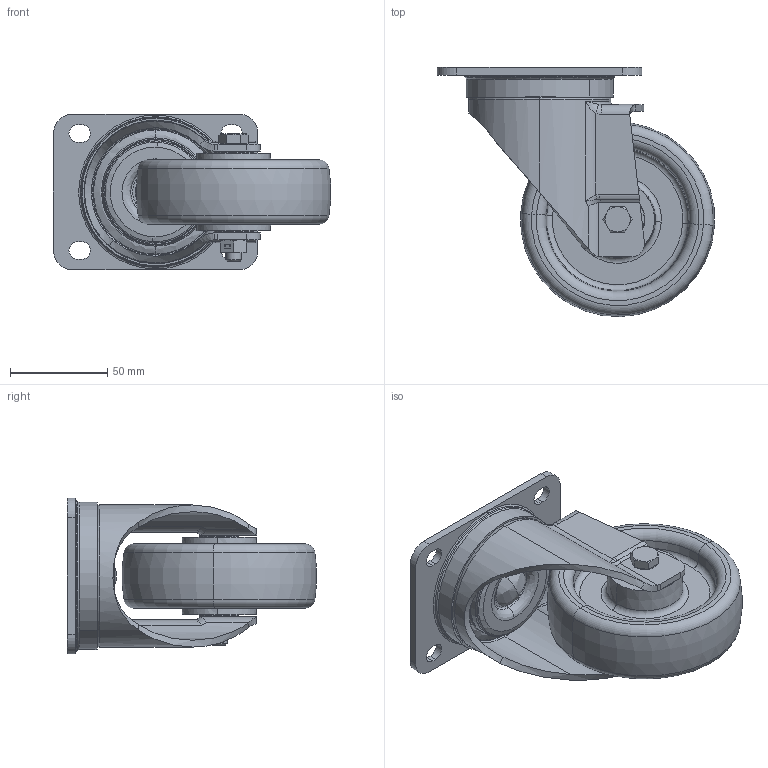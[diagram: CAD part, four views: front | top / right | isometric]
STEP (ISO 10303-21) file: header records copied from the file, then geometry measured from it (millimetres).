
FILE_DESCRIPTION (( 'STEP AP214' ), '1' );
FILE_NAME ('0033426BL_L-IM-PAM-100-K-3-EC.STEP', '2016-09-01T08:47:32', ( '' ), ( '' ), 'SwSTEP 2.0', 'SolidWorks 2016', '' );
FILE_SCHEMA (( 'AUTOMOTIVE_DESIGN' ));
Length unit declared in the file: millimetre
Products named in the file (1): 0033426BL_L-IM-PAM-100-K-3-EC
Bounding box: 142.3 x 127.87 x 80 mm (x, y, z)
Volume: 296808.3 mm3; surface area: 122868.1 mm2
Topology: 20 solids, 20 shells, 788 faces, 1871 edges, 1160 vertices
Faces by surface type: plane 345, cylinder 196, bspline 105, cone 94, torus 48
Entity records: 36423 total; most frequent: CARTESIAN_POINT 9421, DIRECTION 3816, ORIENTED_EDGE 3726, EDGE_CURVE 1863, AXIS2_PLACEMENT_3D 1407, VERTEX_POINT 1160, LINE 1002, VECTOR 1002
